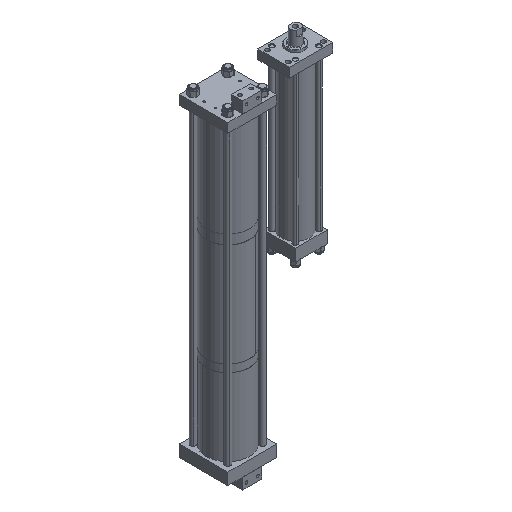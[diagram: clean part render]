
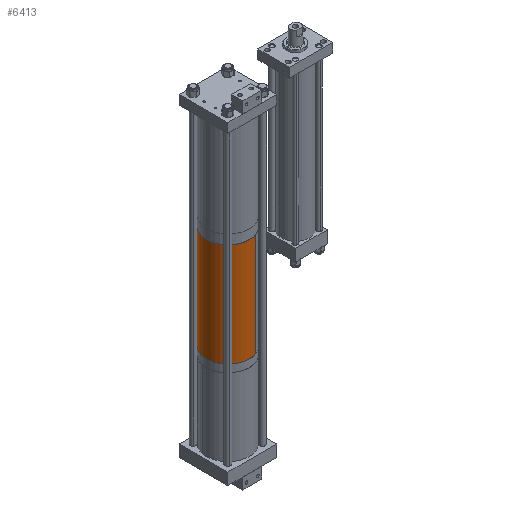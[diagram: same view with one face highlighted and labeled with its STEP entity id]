
A CAD part, isometric view. The second image highlights one B-rep face of the part: STEP entity #6413.
In plain terms, the highlighted cylindrical face has radius 73.025 mm (diameter 146.05 mm), a partial arc.
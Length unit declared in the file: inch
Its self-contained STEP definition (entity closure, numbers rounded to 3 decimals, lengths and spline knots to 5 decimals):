
#82 = VERTEX_POINT ( 'NONE', #5515 ) ;
#1015 = VERTEX_POINT ( 'NONE', #16408 ) ;
#1373 = LINE ( 'NONE', #14971, #16254 ) ;
#1844 = DIRECTION ( 'NONE',  ( -1., 0., 0. ) ) ;
#2793 = DIRECTION ( 'NONE',  ( 0., 0., 1. ) ) ;
#2798 = AXIS2_PLACEMENT_3D ( 'NONE', #14842, #14627, #1844 ) ;
#3571 = DIRECTION ( 'NONE',  ( 0., 0., -1. ) ) ;
#4920 = CIRCLE ( 'NONE', #6576, 2.875 ) ;
#4934 = FACE_OUTER_BOUND ( 'NONE', #16611, .T. ) ;
#5427 = ORIENTED_EDGE ( 'NONE', *, *, #6766, .F. ) ;
#5515 = CARTESIAN_POINT ( 'NONE',  ( -2.875, 0., 13.755 ) ) ;
#5673 = DIRECTION ( 'NONE',  ( 0., 0., -1. ) ) ;
#6413 = ADVANCED_FACE ( 'NONE', ( #4934 ), #14200, .T. ) ;
#6576 = AXIS2_PLACEMENT_3D ( 'NONE', #15431, #2793, #7760 ) ;
#6659 = DIRECTION ( 'NONE',  ( 1., 0., 0. ) ) ;
#6766 = EDGE_CURVE ( 'NONE', #82, #10539, #4920, .T. ) ;
#6853 = LINE ( 'NONE', #13518, #10880 ) ;
#7760 = DIRECTION ( 'NONE',  ( 1., 0., 0. ) ) ;
#8141 = CIRCLE ( 'NONE', #15066, 2.875 ) ;
#9864 = EDGE_CURVE ( 'NONE', #82, #13272, #6853, .T. ) ;
#10539 = VERTEX_POINT ( 'NONE', #10890 ) ;
#10880 = VECTOR ( 'NONE', #5673, 39.37008 ) ;
#10890 = CARTESIAN_POINT ( 'NONE',  ( 2.875, 0., 13.755 ) ) ;
#11290 = EDGE_CURVE ( 'NONE', #10539, #1015, #1373, .T. ) ;
#11521 = ORIENTED_EDGE ( 'NONE', *, *, #9864, .T. ) ;
#11574 = CARTESIAN_POINT ( 'NONE',  ( 0., 0., 0. ) ) ;
#13272 = VERTEX_POINT ( 'NONE', #16500 ) ;
#13518 = CARTESIAN_POINT ( 'NONE',  ( -2.875, 0., 13.755 ) ) ;
#14200 = CYLINDRICAL_SURFACE ( 'NONE', #2798, 2.875 ) ;
#14386 = DIRECTION ( 'NONE',  ( 0., 0., 1. ) ) ;
#14627 = DIRECTION ( 'NONE',  ( 0., 0., -1. ) ) ;
#14641 = ORIENTED_EDGE ( 'NONE', *, *, #11290, .F. ) ;
#14676 = EDGE_CURVE ( 'NONE', #13272, #1015, #8141, .T. ) ;
#14842 = CARTESIAN_POINT ( 'NONE',  ( 0., 0., 13.755 ) ) ;
#14971 = CARTESIAN_POINT ( 'NONE',  ( 2.875, 0., 13.755 ) ) ;
#15066 = AXIS2_PLACEMENT_3D ( 'NONE', #11574, #14386, #6659 ) ;
#15286 = ORIENTED_EDGE ( 'NONE', *, *, #14676, .T. ) ;
#15431 = CARTESIAN_POINT ( 'NONE',  ( 0., 0., 13.755 ) ) ;
#16254 = VECTOR ( 'NONE', #3571, 39.37008 ) ;
#16408 = CARTESIAN_POINT ( 'NONE',  ( 2.875, 0., 0. ) ) ;
#16500 = CARTESIAN_POINT ( 'NONE',  ( -2.875, 0., 0. ) ) ;
#16611 = EDGE_LOOP ( 'NONE', ( #14641, #5427, #11521, #15286 ) ) ;
